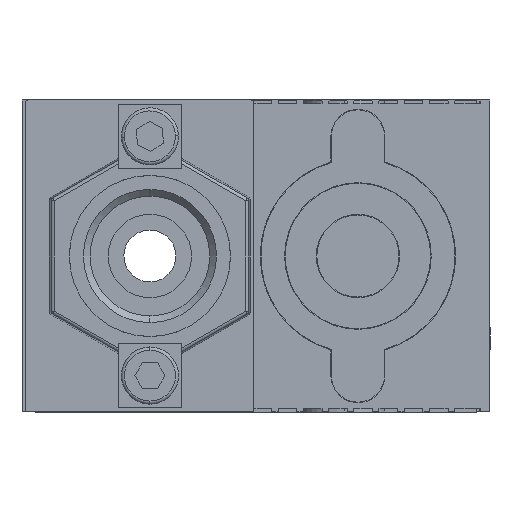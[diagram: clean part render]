
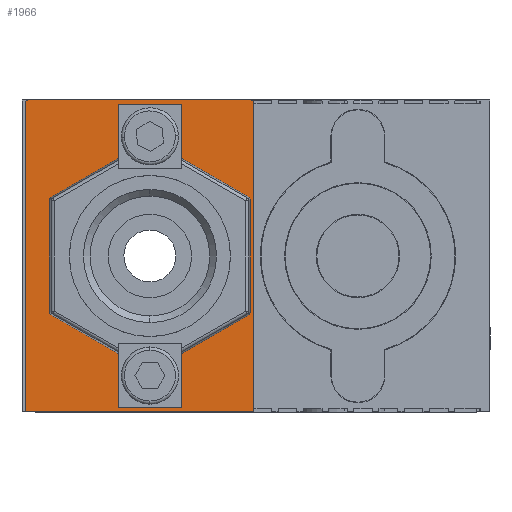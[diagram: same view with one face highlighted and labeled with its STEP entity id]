
A CAD part, left-side view. The second image highlights one B-rep face of the part: STEP entity #1966.
In plain terms, the highlighted planar face has unit normal (-1, 0, 0).
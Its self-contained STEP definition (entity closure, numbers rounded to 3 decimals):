
#1966=ADVANCED_FACE('',(#4257,#4258),#4259,.T.);
#4257=FACE_BOUND('',#8106,.T.);
#4258=FACE_OUTER_BOUND('',#8107,.T.);
#4259=PLANE('',#8108);
#8106=EDGE_LOOP('',(#15208,#15209,#15210,#15211,#15212,#15213,#15214,#15215,#15216,#15217,#15218,#15219,#15220,#15221,#15222,#15223));
#8107=EDGE_LOOP('',(#15224,#15225,#15226,#15227,#15228,#15229,#15230,#15231));
#8108=AXIS2_PLACEMENT_3D('',#15232,#15233,#15234);
#15208=ORIENTED_EDGE('',*,*,#19462,.F.);
#15209=ORIENTED_EDGE('',*,*,#19463,.T.);
#15210=ORIENTED_EDGE('',*,*,#19464,.F.);
#15211=ORIENTED_EDGE('',*,*,#19465,.T.);
#15212=ORIENTED_EDGE('',*,*,#19466,.T.);
#15213=ORIENTED_EDGE('',*,*,#19467,.T.);
#15214=ORIENTED_EDGE('',*,*,#19468,.T.);
#15215=ORIENTED_EDGE('',*,*,#19441,.T.);
#15216=ORIENTED_EDGE('',*,*,#19469,.T.);
#15217=ORIENTED_EDGE('',*,*,#19470,.F.);
#15218=ORIENTED_EDGE('',*,*,#19471,.T.);
#15219=ORIENTED_EDGE('',*,*,#19446,.F.);
#15220=ORIENTED_EDGE('',*,*,#19472,.T.);
#15221=ORIENTED_EDGE('',*,*,#19473,.F.);
#15222=ORIENTED_EDGE('',*,*,#19474,.T.);
#15223=ORIENTED_EDGE('',*,*,#19475,.F.);
#15224=ORIENTED_EDGE('',*,*,#19476,.F.);
#15225=ORIENTED_EDGE('',*,*,#19477,.T.);
#15226=ORIENTED_EDGE('',*,*,#19478,.T.);
#15227=ORIENTED_EDGE('',*,*,#19479,.T.);
#15228=ORIENTED_EDGE('',*,*,#19480,.F.);
#15229=ORIENTED_EDGE('',*,*,#19481,.T.);
#15230=ORIENTED_EDGE('',*,*,#19482,.T.);
#15231=ORIENTED_EDGE('',*,*,#19483,.T.);
#15232=CARTESIAN_POINT('',(-4.0,-10.,15.0));
#15233=DIRECTION('',(-1.0,0.,0.));
#15234=DIRECTION('',(0.,0.,1.0));
#19441=EDGE_CURVE('',#23275,#23280,#23282,.T.);
#19446=EDGE_CURVE('',#23289,#23284,#23291,.T.);
#19462=EDGE_CURVE('',#23319,#23320,#23321,.T.);
#19463=EDGE_CURVE('',#23319,#23322,#23323,.T.);
#19464=EDGE_CURVE('',#23324,#23322,#23325,.T.);
#19465=EDGE_CURVE('',#23324,#23326,#23327,.T.);
#19466=EDGE_CURVE('',#23326,#23328,#23329,.T.);
#19467=EDGE_CURVE('',#23328,#23330,#23331,.T.);
#19468=EDGE_CURVE('',#23330,#23275,#23332,.T.);
#19469=EDGE_CURVE('',#23280,#23333,#23334,.T.);
#19470=EDGE_CURVE('',#23335,#23333,#23336,.T.);
#19471=EDGE_CURVE('',#23335,#23284,#23337,.T.);
#19472=EDGE_CURVE('',#23289,#23338,#23339,.T.);
#19473=EDGE_CURVE('',#23340,#23338,#23341,.T.);
#19474=EDGE_CURVE('',#23340,#23342,#23343,.T.);
#19475=EDGE_CURVE('',#23320,#23342,#23344,.T.);
#19476=EDGE_CURVE('',#23345,#23346,#23347,.T.);
#19477=EDGE_CURVE('',#23345,#23348,#23349,.T.);
#19478=EDGE_CURVE('',#23348,#23350,#23351,.T.);
#19479=EDGE_CURVE('',#23350,#23352,#23353,.T.);
#19480=EDGE_CURVE('',#23354,#23352,#23355,.T.);
#19481=EDGE_CURVE('',#23354,#23356,#23357,.T.);
#19482=EDGE_CURVE('',#23356,#23358,#23359,.T.);
#19483=EDGE_CURVE('',#23358,#23346,#23360,.T.);
#23275=VERTEX_POINT('',#29171);
#23280=VERTEX_POINT('',#29178);
#23282=LINE('',#29181,#29182);
#23284=VERTEX_POINT('',#29184);
#23289=VERTEX_POINT('',#29191);
#23291=LINE('',#29194,#29195);
#23319=VERTEX_POINT('',#29235);
#23320=VERTEX_POINT('',#29236);
#23321=LINE('',#29237,#29238);
#23322=VERTEX_POINT('',#29239);
#23323=LINE('',#29240,#29241);
#23324=VERTEX_POINT('',#29242);
#23325=LINE('',#29243,#29244);
#23326=VERTEX_POINT('',#29245);
#23327=LINE('',#29246,#29247);
#23328=VERTEX_POINT('',#29248);
#23329=(B_SPLINE_CURVE(3,(#29250,#29251,#29252,#29253),.UNSPECIFIED.,.F.,.F.)B_SPLINE_CURVE_WITH_KNOTS((4,4),(2.618,3.665),.UNSPECIFIED.)RATIONAL_B_SPLINE_CURVE((1.0,0.911,0.911,1.0))BOUNDED_CURVE()REPRESENTATION_ITEM('')GEOMETRIC_REPRESENTATION_ITEM()CURVE());
#23330=VERTEX_POINT('',#29260);
#23331=LINE('',#29261,#29262);
#23332=(B_SPLINE_CURVE(3,(#29264,#29265,#29266,#29267),.UNSPECIFIED.,.F.,.F.)B_SPLINE_CURVE_WITH_KNOTS((4,4),(2.618,3.665),.UNSPECIFIED.)RATIONAL_B_SPLINE_CURVE((1.0,0.911,0.911,1.0))BOUNDED_CURVE()REPRESENTATION_ITEM('')GEOMETRIC_REPRESENTATION_ITEM()CURVE());
#23333=VERTEX_POINT('',#29274);
#23334=LINE('',#29275,#29276);
#23335=VERTEX_POINT('',#29277);
#23336=LINE('',#29278,#29279);
#23337=LINE('',#29280,#29281);
#23338=VERTEX_POINT('',#29282);
#23339=(B_SPLINE_CURVE(3,(#29284,#29285,#29286,#29287),.UNSPECIFIED.,.F.,.F.)B_SPLINE_CURVE_WITH_KNOTS((4,4),(2.618,3.665),.UNSPECIFIED.)RATIONAL_B_SPLINE_CURVE((1.0,0.911,0.911,1.0))BOUNDED_CURVE()REPRESENTATION_ITEM('')GEOMETRIC_REPRESENTATION_ITEM()CURVE());
#23340=VERTEX_POINT('',#29294);
#23341=LINE('',#29295,#29296);
#23342=VERTEX_POINT('',#29297);
#23343=(B_SPLINE_CURVE(3,(#29299,#29300,#29301,#29302),.UNSPECIFIED.,.F.,.F.)B_SPLINE_CURVE_WITH_KNOTS((4,4),(2.618,3.665),.UNSPECIFIED.)RATIONAL_B_SPLINE_CURVE((1.0,0.911,0.911,1.0))BOUNDED_CURVE()REPRESENTATION_ITEM('')GEOMETRIC_REPRESENTATION_ITEM()CURVE());
#23344=LINE('',#29309,#29310);
#23345=VERTEX_POINT('',#29311);
#23346=VERTEX_POINT('',#29312);
#23347=LINE('',#29313,#29314);
#23348=VERTEX_POINT('',#29315);
#23349=CIRCLE('',#29316,0.3);
#23350=VERTEX_POINT('',#29317);
#23351=LINE('',#29318,#29319);
#23352=VERTEX_POINT('',#29320);
#23353=CIRCLE('',#29321,0.3);
#23354=VERTEX_POINT('',#29322);
#23355=LINE('',#29323,#29324);
#23356=VERTEX_POINT('',#29325);
#23357=CIRCLE('',#29326,0.3);
#23358=VERTEX_POINT('',#29327);
#23359=LINE('',#29328,#29329);
#23360=CIRCLE('',#29330,0.3);
#29171=CARTESIAN_POINT('',(-4.0,9.507,5.662));
#29178=CARTESIAN_POINT('',(-4.0,3.05,9.39));
#29181=CARTESIAN_POINT('',(-4.0,4.829,8.363));
#29182=VECTOR('',#33512,1000.0);
#29184=CARTESIAN_POINT('',(-4.0,-3.05,9.39));
#29191=CARTESIAN_POINT('',(-4.0,-9.507,5.662));
#29194=CARTESIAN_POINT('',(-4.0,-19.079,0.136));
#29195=VECTOR('',#33516,1000.0);
#29235=CARTESIAN_POINT('',(-4.0,-3.05,-14.55));
#29236=CARTESIAN_POINT('',(-4.0,-3.05,-9.39));
#29237=CARTESIAN_POINT('',(-4.0,-3.05,15.0));
#29238=VECTOR('',#33532,1000.0);
#29239=CARTESIAN_POINT('',(-4.0,3.05,-14.55));
#29240=CARTESIAN_POINT('',(-4.0,-10.,-14.55));
#29241=VECTOR('',#33533,1000.0);
#29242=CARTESIAN_POINT('',(-4.0,3.05,-9.39));
#29243=CARTESIAN_POINT('',(-4.0,3.05,15.0));
#29244=VECTOR('',#33534,1000.0);
#29245=CARTESIAN_POINT('',(-4.0,9.507,-5.662));
#29246=CARTESIAN_POINT('',(-4.0,-9.421,-16.591));
#29247=VECTOR('',#33535,1000.0);
#29248=CARTESIAN_POINT('',(-4.0,9.657,-5.402));
#29250=CARTESIAN_POINT('',(-4.0,9.507,-5.662));
#29251=CARTESIAN_POINT('',(-4.0,9.602,-5.607));
#29252=CARTESIAN_POINT('',(-4.0,9.657,-5.512));
#29253=CARTESIAN_POINT('',(-4.0,9.657,-5.402));
#29260=CARTESIAN_POINT('',(-4.0,9.657,5.402));
#29261=CARTESIAN_POINT('',(-4.0,9.657,-16.454));
#29262=VECTOR('',#33536,1000.0);
#29264=CARTESIAN_POINT('',(-4.0,9.657,5.402));
#29265=CARTESIAN_POINT('',(-4.0,9.657,5.512));
#29266=CARTESIAN_POINT('',(-4.0,9.602,5.607));
#29267=CARTESIAN_POINT('',(-4.0,9.507,5.662));
#29274=CARTESIAN_POINT('',(-4.0,3.05,14.55));
#29275=CARTESIAN_POINT('',(-4.0,3.05,15.0));
#29276=VECTOR('',#33537,1000.0);
#29277=CARTESIAN_POINT('',(-4.0,-3.05,14.55));
#29278=CARTESIAN_POINT('',(-4.0,-10.0,14.55));
#29279=VECTOR('',#33538,1000.0);
#29280=CARTESIAN_POINT('',(-4.0,-3.05,15.0));
#29281=VECTOR('',#33539,1000.0);
#29282=CARTESIAN_POINT('',(-4.0,-9.657,5.402));
#29284=CARTESIAN_POINT('',(-4.0,-9.507,5.662));
#29285=CARTESIAN_POINT('',(-4.0,-9.602,5.607));
#29286=CARTESIAN_POINT('',(-4.0,-9.657,5.512));
#29287=CARTESIAN_POINT('',(-4.0,-9.657,5.402));
#29294=CARTESIAN_POINT('',(-4.0,-9.657,-5.402));
#29295=CARTESIAN_POINT('',(-4.0,-9.657,-16.454));
#29296=VECTOR('',#33540,1000.0);
#29297=CARTESIAN_POINT('',(-4.0,-9.507,-5.662));
#29299=CARTESIAN_POINT('',(-4.0,-9.657,-5.402));
#29300=CARTESIAN_POINT('',(-4.0,-9.657,-5.512));
#29301=CARTESIAN_POINT('',(-4.0,-9.602,-5.607));
#29302=CARTESIAN_POINT('',(-4.0,-9.507,-5.662));
#29309=CARTESIAN_POINT('',(-4.0,-4.829,-8.363));
#29310=VECTOR('',#33541,1000.0);
#29311=CARTESIAN_POINT('',(-4.0,-9.7,-15.0));
#29312=CARTESIAN_POINT('',(-4.0,11.7,-15.0));
#29313=CARTESIAN_POINT('',(-4.0,-10.0,-15.0));
#29314=VECTOR('',#33542,1000.0);
#29315=CARTESIAN_POINT('',(-4.0,-10.0,-14.7));
#29316=AXIS2_PLACEMENT_3D('',#33543,#33544,#33545);
#29317=CARTESIAN_POINT('',(-4.0,-10.,14.7));
#29318=CARTESIAN_POINT('',(-4.0,-10.0,-15.0));
#29319=VECTOR('',#33546,1000.0);
#29320=CARTESIAN_POINT('',(-4.0,-9.7,15.0));
#29321=AXIS2_PLACEMENT_3D('',#33547,#33548,#33549);
#29322=CARTESIAN_POINT('',(-4.0,11.7,15.0));
#29323=CARTESIAN_POINT('',(-4.0,12.0,15.0));
#29324=VECTOR('',#33550,1000.0);
#29325=CARTESIAN_POINT('',(-4.0,12.0,14.7));
#29326=AXIS2_PLACEMENT_3D('',#33551,#33552,#33553);
#29327=CARTESIAN_POINT('',(-4.0,12.0,-14.7));
#29328=CARTESIAN_POINT('',(-4.0,12.0,15.0));
#29329=VECTOR('',#33554,1000.0);
#29330=AXIS2_PLACEMENT_3D('',#33555,#33556,#33557);
#33512=DIRECTION('',(0.,-0.866,0.5));
#33516=DIRECTION('',(0.,0.866,0.5));
#33532=DIRECTION('',(0.,0.,1.0));
#33533=DIRECTION('',(0.,1.0,0.));
#33534=DIRECTION('',(0.,0.,-1.0));
#33535=DIRECTION('',(0.,0.866,0.5));
#33536=DIRECTION('',(0.,0.,1.0));
#33537=DIRECTION('',(0.,0.,1.0));
#33538=DIRECTION('',(0.,1.0,0.));
#33539=DIRECTION('',(0.0,0.,-1.0));
#33540=DIRECTION('',(0.,0.,1.0));
#33541=DIRECTION('',(0.,-0.866,0.5));
#33542=DIRECTION('',(0.,1.0,0.));
#33543=CARTESIAN_POINT('',(-4.0,-9.7,-14.7));
#33544=DIRECTION('',(-1.0,0.,0.));
#33545=DIRECTION('',(0.,0.,1.0));
#33546=DIRECTION('',(0.,0.,1.0));
#33547=CARTESIAN_POINT('',(-4.0,-9.7,14.7));
#33548=DIRECTION('',(-1.0,0.,0.));
#33549=DIRECTION('',(0.,0.,1.0));
#33550=DIRECTION('',(0.,-1.0,0.));
#33551=CARTESIAN_POINT('',(-4.0,11.7,14.7));
#33552=DIRECTION('',(-1.0,0.,0.));
#33553=DIRECTION('',(0.,0.,1.0));
#33554=DIRECTION('',(0.,0.,-1.0));
#33555=CARTESIAN_POINT('',(-4.0,11.7,-14.7));
#33556=DIRECTION('',(-1.0,0.,0.));
#33557=DIRECTION('',(0.,0.,1.0));
